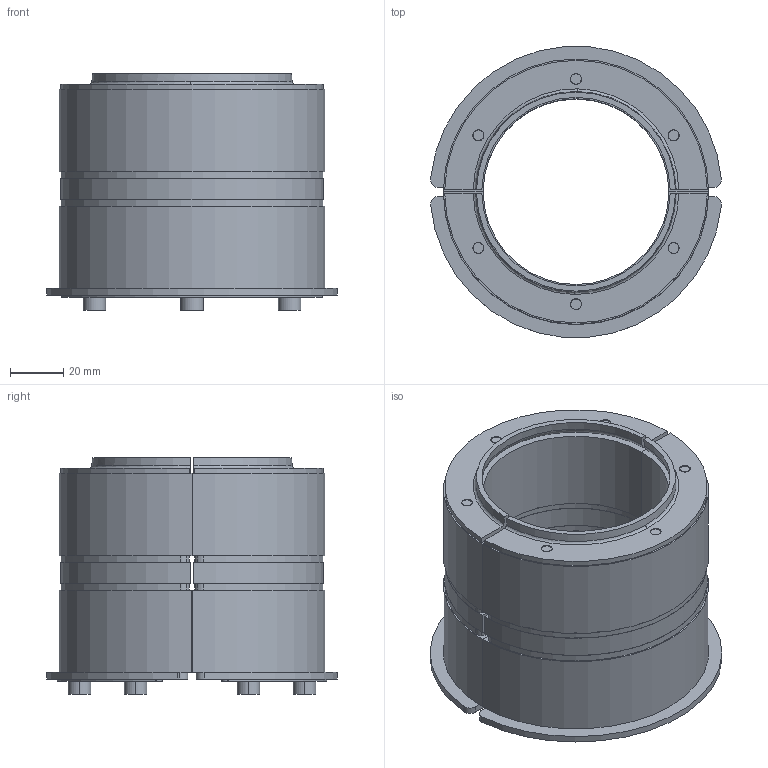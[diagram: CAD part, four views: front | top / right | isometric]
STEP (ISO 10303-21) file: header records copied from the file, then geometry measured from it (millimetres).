
FILE_DESCRIPTION((''),'2;1');
FILE_NAME('RS_PPS_S_100.stp','2008-07-23T11:03:52',(''),(''),'Mechanical Desktop 2005','Mechanical Desktop 2005',', , ');
FILE_SCHEMA(('CONFIG_CONTROL_DESIGN'));
Length unit declared in the file: millimetre
Products named in the file (9): RS_PPS_S_100; UPPER; FRONT FITTING; RUBBER PROFILE; MIDDLE FITTING; EXPANDER; CASE; REAR FITTING; MC6S_M5
Assembly tree (15 placements, depth 3):
  RS_PPS_S_100
    UPPER  x2
      FRONT FITTING
      RUBBER PROFILE
      MIDDLE FITTING
      EXPANDER
      CASE
      REAR FITTING
      MC6S_M5
Bounding box: 109.64 x 109.64 x 89.3 mm (x, y, z)
Volume: 322249.6 mm3; surface area: 122701.4 mm2
Topology: 26 solids, 26 shells, 408 faces, 1014 edges, 672 vertices
Faces by surface type: cylinder 248, plane 136, cone 16, torus 4, bspline 4
Entity records: 4382 total; most frequent: DIRECTION 801, CARTESIAN_POINT 753, ORIENTED_EDGE 662, EDGE_CURVE 331, AXIS2_PLACEMENT_3D 328, VERTEX_POINT 220, CIRCLE 186, EDGE_LOOP 163
